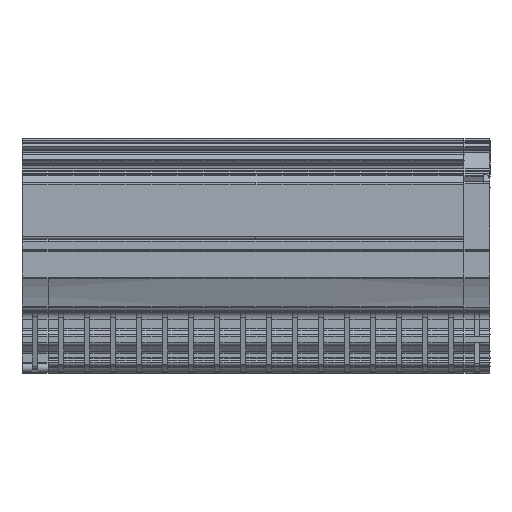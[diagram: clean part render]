
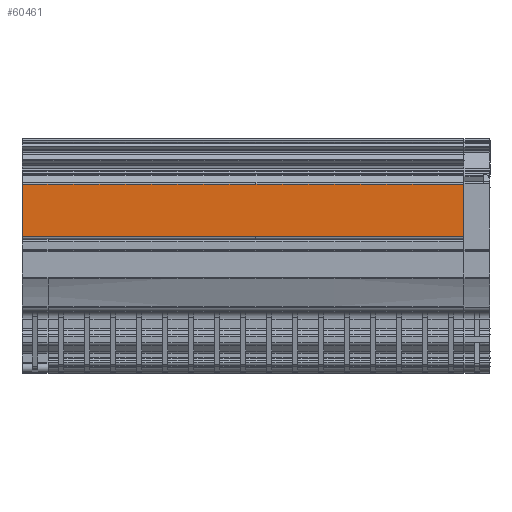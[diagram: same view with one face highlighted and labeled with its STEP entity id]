
A CAD part, front view. The second image highlights one B-rep face of the part: STEP entity #60461.
In plain terms, the highlighted planar face has unit normal (0, -1, 0).
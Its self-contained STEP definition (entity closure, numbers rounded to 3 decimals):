
#60424=AXIS2_PLACEMENT_3D('Plane Axis2P3D',#60421,#60422,#60423) ;
#14349=CARTESIAN_POINT('Line Origine',(42.275,0.,26.25)) ;
#14353=CARTESIAN_POINT('Vertex',(45.,0.,26.25)) ;
#14355=CARTESIAN_POINT('Vertex',(0.,0.,26.25)) ;
#14430=CARTESIAN_POINT('Line Origine',(0.,0.,31.296)) ;
#14434=CARTESIAN_POINT('Vertex',(0.,0.,36.342)) ;
#16422=CARTESIAN_POINT('Line Origine',(42.5,0.,36.342)) ;
#16426=CARTESIAN_POINT('Vertex',(5.,0.,36.342)) ;
#16429=CARTESIAN_POINT('Line Origine',(42.5,0.,36.342)) ;
#16433=CARTESIAN_POINT('Vertex',(10.,0.,36.342)) ;
#16436=CARTESIAN_POINT('Line Origine',(42.5,0.,36.342)) ;
#16440=CARTESIAN_POINT('Vertex',(15.,0.,36.342)) ;
#16443=CARTESIAN_POINT('Line Origine',(42.5,0.,36.342)) ;
#16447=CARTESIAN_POINT('Vertex',(20.,0.,36.342)) ;
#16450=CARTESIAN_POINT('Line Origine',(42.5,0.,36.342)) ;
#16454=CARTESIAN_POINT('Vertex',(25.,0.,36.342)) ;
#16457=CARTESIAN_POINT('Line Origine',(42.5,0.,36.342)) ;
#16461=CARTESIAN_POINT('Vertex',(30.,0.,36.342)) ;
#16464=CARTESIAN_POINT('Line Origine',(42.5,0.,36.342)) ;
#16468=CARTESIAN_POINT('Vertex',(35.,0.,36.342)) ;
#16471=CARTESIAN_POINT('Line Origine',(42.5,0.,36.342)) ;
#16475=CARTESIAN_POINT('Vertex',(40.,0.,36.342)) ;
#16478=CARTESIAN_POINT('Line Origine',(42.5,0.,36.342)) ;
#16482=CARTESIAN_POINT('Vertex',(45.,0.,36.342)) ;
#60346=CARTESIAN_POINT('Line Origine',(47.5,0.,36.342)) ;
#60350=CARTESIAN_POINT('Vertex',(50.,0.,36.342)) ;
#60353=CARTESIAN_POINT('Line Origine',(47.5,0.,36.342)) ;
#60357=CARTESIAN_POINT('Vertex',(55.,0.,36.342)) ;
#60360=CARTESIAN_POINT('Line Origine',(47.5,0.,36.342)) ;
#60364=CARTESIAN_POINT('Vertex',(60.,0.,36.342)) ;
#60367=CARTESIAN_POINT('Line Origine',(47.5,0.,36.342)) ;
#60371=CARTESIAN_POINT('Vertex',(65.,0.,36.342)) ;
#60374=CARTESIAN_POINT('Line Origine',(47.5,0.,36.342)) ;
#60378=CARTESIAN_POINT('Vertex',(70.,0.,36.342)) ;
#60381=CARTESIAN_POINT('Line Origine',(47.5,0.,36.342)) ;
#60385=CARTESIAN_POINT('Vertex',(75.,0.,36.342)) ;
#60388=CARTESIAN_POINT('Line Origine',(47.5,0.,36.342)) ;
#60392=CARTESIAN_POINT('Vertex',(80.,0.,36.342)) ;
#60395=CARTESIAN_POINT('Line Origine',(47.5,0.,36.342)) ;
#60399=CARTESIAN_POINT('Vertex',(85.,0.,36.342)) ;
#60421=CARTESIAN_POINT('Axis2P3D Location',(39.,0.,20.75)) ;
#60426=CARTESIAN_POINT('Line Origine',(65.,0.,26.25)) ;
#60430=CARTESIAN_POINT('Vertex',(85.,0.,26.25)) ;
#60433=CARTESIAN_POINT('Line Origine',(85.,0.,31.296)) ;
#14350=DIRECTION('Vector Direction',(-1.,0.,0.)) ;
#14431=DIRECTION('Vector Direction',(0.,0.,1.)) ;
#16423=DIRECTION('Vector Direction',(-1.,0.,0.)) ;
#16430=DIRECTION('Vector Direction',(-1.,0.,0.)) ;
#16437=DIRECTION('Vector Direction',(-1.,0.,0.)) ;
#16444=DIRECTION('Vector Direction',(-1.,0.,0.)) ;
#16451=DIRECTION('Vector Direction',(-1.,0.,0.)) ;
#16458=DIRECTION('Vector Direction',(-1.,0.,0.)) ;
#16465=DIRECTION('Vector Direction',(-1.,0.,0.)) ;
#16472=DIRECTION('Vector Direction',(-1.,0.,0.)) ;
#16479=DIRECTION('Vector Direction',(-1.,0.,0.)) ;
#60347=DIRECTION('Vector Direction',(-1.,0.,0.)) ;
#60354=DIRECTION('Vector Direction',(-1.,0.,0.)) ;
#60361=DIRECTION('Vector Direction',(-1.,0.,0.)) ;
#60368=DIRECTION('Vector Direction',(-1.,0.,0.)) ;
#60375=DIRECTION('Vector Direction',(-1.,0.,0.)) ;
#60382=DIRECTION('Vector Direction',(-1.,0.,0.)) ;
#60389=DIRECTION('Vector Direction',(-1.,0.,0.)) ;
#60396=DIRECTION('Vector Direction',(-1.,0.,0.)) ;
#60422=DIRECTION('Axis2P3D Direction',(0.,-1.,0.)) ;
#60423=DIRECTION('Axis2P3D XDirection',(0.,0.,1.)) ;
#60427=DIRECTION('Vector Direction',(-1.,0.,0.)) ;
#60434=DIRECTION('Vector Direction',(0.,0.,1.)) ;
#14351=VECTOR('Line Direction',#14350,1.) ;
#14432=VECTOR('Line Direction',#14431,1.) ;
#16424=VECTOR('Line Direction',#16423,1.) ;
#16431=VECTOR('Line Direction',#16430,1.) ;
#16438=VECTOR('Line Direction',#16437,1.) ;
#16445=VECTOR('Line Direction',#16444,1.) ;
#16452=VECTOR('Line Direction',#16451,1.) ;
#16459=VECTOR('Line Direction',#16458,1.) ;
#16466=VECTOR('Line Direction',#16465,1.) ;
#16473=VECTOR('Line Direction',#16472,1.) ;
#16480=VECTOR('Line Direction',#16479,1.) ;
#60348=VECTOR('Line Direction',#60347,1.) ;
#60355=VECTOR('Line Direction',#60354,1.) ;
#60362=VECTOR('Line Direction',#60361,1.) ;
#60369=VECTOR('Line Direction',#60368,1.) ;
#60376=VECTOR('Line Direction',#60375,1.) ;
#60383=VECTOR('Line Direction',#60382,1.) ;
#60390=VECTOR('Line Direction',#60389,1.) ;
#60397=VECTOR('Line Direction',#60396,1.) ;
#60428=VECTOR('Line Direction',#60427,1.) ;
#60435=VECTOR('Line Direction',#60434,1.) ;
#60439=ORIENTED_EDGE('',*,*,#16428,.T.) ;
#60440=ORIENTED_EDGE('',*,*,#14436,.F.) ;
#60441=ORIENTED_EDGE('',*,*,#14357,.F.) ;
#60442=ORIENTED_EDGE('',*,*,#60432,.F.) ;
#60443=ORIENTED_EDGE('',*,*,#60437,.T.) ;
#60444=ORIENTED_EDGE('',*,*,#60401,.T.) ;
#60445=ORIENTED_EDGE('',*,*,#60394,.T.) ;
#60446=ORIENTED_EDGE('',*,*,#60387,.T.) ;
#60447=ORIENTED_EDGE('',*,*,#60380,.T.) ;
#60448=ORIENTED_EDGE('',*,*,#60373,.T.) ;
#60449=ORIENTED_EDGE('',*,*,#60366,.T.) ;
#60450=ORIENTED_EDGE('',*,*,#60359,.T.) ;
#60451=ORIENTED_EDGE('',*,*,#60352,.T.) ;
#60452=ORIENTED_EDGE('',*,*,#16484,.T.) ;
#60453=ORIENTED_EDGE('',*,*,#16477,.T.) ;
#60454=ORIENTED_EDGE('',*,*,#16470,.T.) ;
#60455=ORIENTED_EDGE('',*,*,#16463,.T.) ;
#60456=ORIENTED_EDGE('',*,*,#16456,.T.) ;
#60457=ORIENTED_EDGE('',*,*,#16449,.T.) ;
#60458=ORIENTED_EDGE('',*,*,#16442,.T.) ;
#60459=ORIENTED_EDGE('',*,*,#16435,.T.) ;
#60461=ADVANCED_FACE('V3',(#60460),#60425,.T.) ;
#14357=EDGE_CURVE('',#14354,#14356,#14352,.T.) ;
#14436=EDGE_CURVE('',#14356,#14435,#14433,.T.) ;
#16428=EDGE_CURVE('',#16427,#14435,#16425,.T.) ;
#16435=EDGE_CURVE('',#16434,#16427,#16432,.T.) ;
#16442=EDGE_CURVE('',#16441,#16434,#16439,.T.) ;
#16449=EDGE_CURVE('',#16448,#16441,#16446,.T.) ;
#16456=EDGE_CURVE('',#16455,#16448,#16453,.T.) ;
#16463=EDGE_CURVE('',#16462,#16455,#16460,.T.) ;
#16470=EDGE_CURVE('',#16469,#16462,#16467,.T.) ;
#16477=EDGE_CURVE('',#16476,#16469,#16474,.T.) ;
#16484=EDGE_CURVE('',#16483,#16476,#16481,.T.) ;
#60352=EDGE_CURVE('',#60351,#16483,#60349,.T.) ;
#60359=EDGE_CURVE('',#60358,#60351,#60356,.T.) ;
#60366=EDGE_CURVE('',#60365,#60358,#60363,.T.) ;
#60373=EDGE_CURVE('',#60372,#60365,#60370,.T.) ;
#60380=EDGE_CURVE('',#60379,#60372,#60377,.T.) ;
#60387=EDGE_CURVE('',#60386,#60379,#60384,.T.) ;
#60394=EDGE_CURVE('',#60393,#60386,#60391,.T.) ;
#60401=EDGE_CURVE('',#60400,#60393,#60398,.T.) ;
#60432=EDGE_CURVE('',#60431,#14354,#60429,.T.) ;
#60437=EDGE_CURVE('',#60431,#60400,#60436,.T.) ;
#60438=EDGE_LOOP('',(#60439,#60440,#60441,#60442,#60443,#60444,#60445,#60446,#60447,#60448,#60449,#60450,#60451,#60452,#60453,#60454,#60455,#60456,#60457,#60458,#60459)) ;
#60460=FACE_OUTER_BOUND('',#60438,.T.) ;
#14352=LINE('Line',#14349,#14351) ;
#14433=LINE('Line',#14430,#14432) ;
#16425=LINE('Line',#16422,#16424) ;
#16432=LINE('Line',#16429,#16431) ;
#16439=LINE('Line',#16436,#16438) ;
#16446=LINE('Line',#16443,#16445) ;
#16453=LINE('Line',#16450,#16452) ;
#16460=LINE('Line',#16457,#16459) ;
#16467=LINE('Line',#16464,#16466) ;
#16474=LINE('Line',#16471,#16473) ;
#16481=LINE('Line',#16478,#16480) ;
#60349=LINE('Line',#60346,#60348) ;
#60356=LINE('Line',#60353,#60355) ;
#60363=LINE('Line',#60360,#60362) ;
#60370=LINE('Line',#60367,#60369) ;
#60377=LINE('Line',#60374,#60376) ;
#60384=LINE('Line',#60381,#60383) ;
#60391=LINE('Line',#60388,#60390) ;
#60398=LINE('Line',#60395,#60397) ;
#60429=LINE('Line',#60426,#60428) ;
#60436=LINE('Line',#60433,#60435) ;
#60425=PLANE('',#60424) ;
#14354=VERTEX_POINT('',#14353) ;
#14356=VERTEX_POINT('',#14355) ;
#14435=VERTEX_POINT('',#14434) ;
#16427=VERTEX_POINT('',#16426) ;
#16434=VERTEX_POINT('',#16433) ;
#16441=VERTEX_POINT('',#16440) ;
#16448=VERTEX_POINT('',#16447) ;
#16455=VERTEX_POINT('',#16454) ;
#16462=VERTEX_POINT('',#16461) ;
#16469=VERTEX_POINT('',#16468) ;
#16476=VERTEX_POINT('',#16475) ;
#16483=VERTEX_POINT('',#16482) ;
#60351=VERTEX_POINT('',#60350) ;
#60358=VERTEX_POINT('',#60357) ;
#60365=VERTEX_POINT('',#60364) ;
#60372=VERTEX_POINT('',#60371) ;
#60379=VERTEX_POINT('',#60378) ;
#60386=VERTEX_POINT('',#60385) ;
#60393=VERTEX_POINT('',#60392) ;
#60400=VERTEX_POINT('',#60399) ;
#60431=VERTEX_POINT('',#60430) ;
